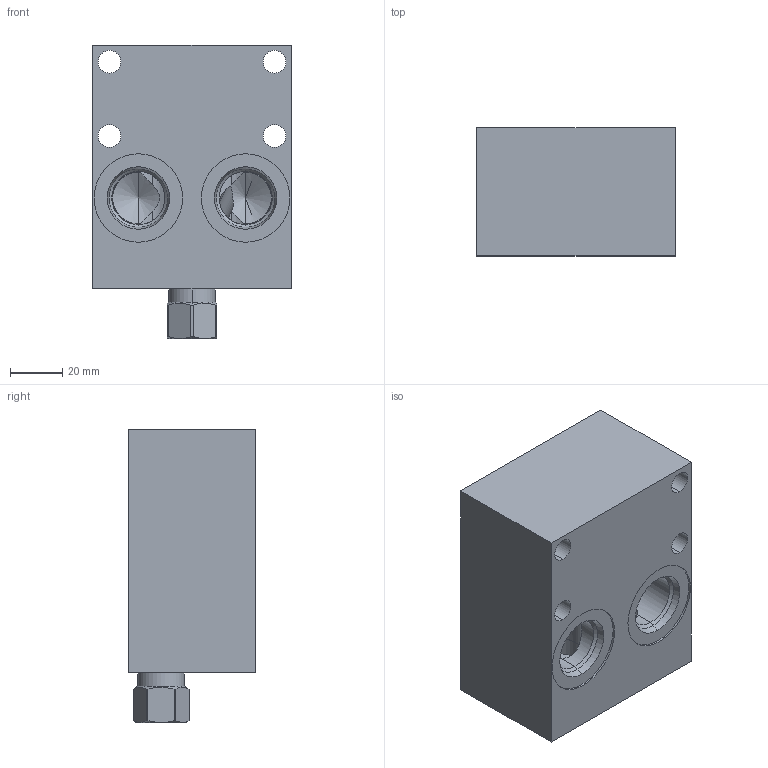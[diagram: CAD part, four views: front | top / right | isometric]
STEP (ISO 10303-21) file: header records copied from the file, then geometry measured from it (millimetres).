
FILE_DESCRIPTION((''),'2;1');
FILE_NAME('W9F_ASM','2023-06-14T',('ProEService'),(''),'PRO/ENGINEER BY PARAMETRIC TECHNOLOGY CORPORATION, 2014200','PRO/ENGINEER BY PARAMETRIC TECHNOLOGY CORPORATION, 2014200','');
FILE_SCHEMA(('CONFIG_CONTROL_DESIGN'));
Length unit declared in the file: inch
Products named in the file (4): 154-794; CSAWEXN; A330-006-008; W9F_ASM
Assembly tree (4 placements, depth 2):
  W9F_ASM
    154-794
    CSAWEXN
    A330-006-008  x2
Bounding box: 76.2 x 49.23 x 112.88 mm (x, y, z)
Volume: 290035.9 mm3; surface area: 58975.1 mm2
Topology: 5 solids, 8 shells, 388 faces, 1221 edges, 961 vertices
Faces by surface type: cylinder 155, cone 105, plane 76, torus 52
Entity records: 13597 total; most frequent: CARTESIAN_POINT 3676, DIRECTION 2187, ORIENTED_EDGE 1750, EDGE_CURVE 875, AXIS2_PLACEMENT_3D 841, VERTEX_POINT 558, VECTOR 505, LINE 505
